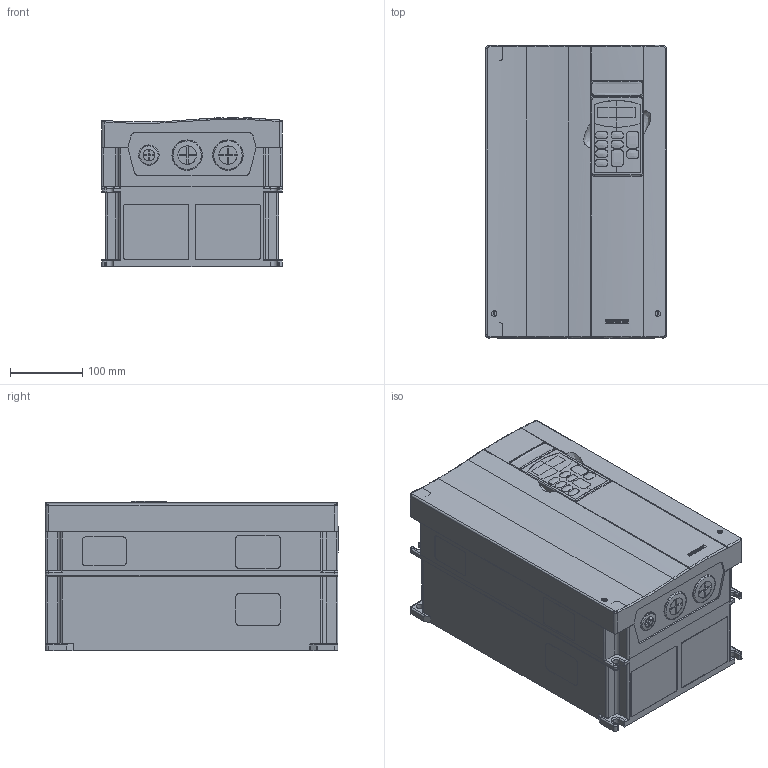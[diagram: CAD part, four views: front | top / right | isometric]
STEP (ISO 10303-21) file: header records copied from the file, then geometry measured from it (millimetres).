
FILE_DESCRIPTION (( 'STEP AP214' ), '1' );
FILE_NAME ('GS3-2025.step', '2014-07-21T20:31:54', ( '' ), ( '' ), 'SwSTEP 2.0', 'SolidWorks 2013', '' );
FILE_SCHEMA (( 'AUTOMOTIVE_DESIGN' ));
Length unit declared in the file: inch
Products named in the file (1): GS3-2025
Bounding box: 249.94 x 404.83 x 206.17 mm (x, y, z)
Volume: 19639725.1 mm3; surface area: 579331.7 mm2
Topology: 1 solids, 1 shells, 1004 faces, 2659 edges, 1718 vertices
Faces by surface type: plane 486, cylinder 253, bspline 198, torus 53, cone 8, sphere 6
Entity records: 58817 total; most frequent: CARTESIAN_POINT 24426, ORIENTED_EDGE 5310, DIRECTION 4233, EDGE_CURVE 2655, VERTEX_POINT 1718, LINE 1577, VECTOR 1577, AXIS2_PLACEMENT_3D 1328
